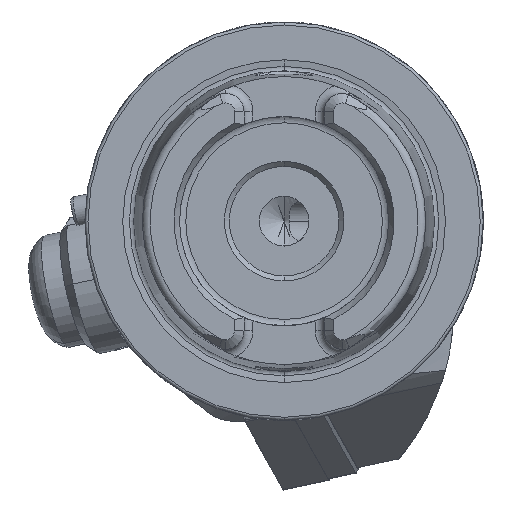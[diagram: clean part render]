
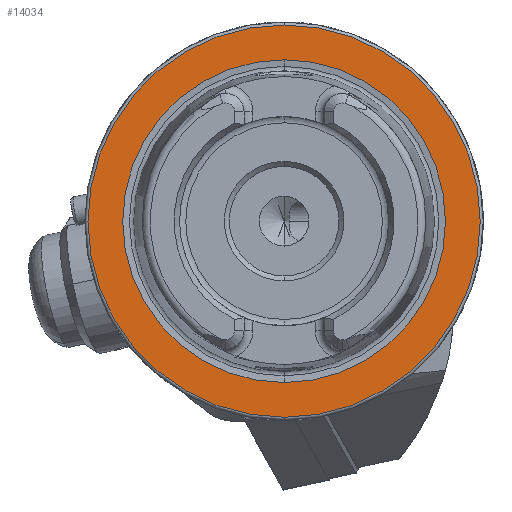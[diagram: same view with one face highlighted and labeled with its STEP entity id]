
A CAD part, left-side view. The second image highlights one B-rep face of the part: STEP entity #14034.
In plain terms, the highlighted planar face has unit normal (-1, 0, 0).
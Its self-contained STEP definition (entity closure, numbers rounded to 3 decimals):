
#863 = EDGE_CURVE ( 'NONE', #5256, #5194, #15084, .T. ) ;
#864 = EDGE_CURVE ( 'NONE', #5195, #5198, #15088, .T. ) ;
#961 = EDGE_CURVE ( 'NONE', #5194, #5256, #15007, .T. ) ;
#962 = EDGE_CURVE ( 'NONE', #5198, #5195, #15009, .T. ) ;
#3273 = CARTESIAN_POINT ( 'NONE',  ( 0., 0., 0. ) ) ;
#3275 = DIRECTION ( 'NONE',  ( -1., 0., 0. ) ) ;
#3277 = DIRECTION ( 'NONE',  ( 0., 0., 1. ) ) ;
#3281 = CARTESIAN_POINT ( 'NONE',  ( 0., 0., 0. ) ) ;
#3283 = DIRECTION ( 'NONE',  ( -1., 0., 0. ) ) ;
#3284 = DIRECTION ( 'NONE',  ( 0., 0., 1. ) ) ;
#5194 = VERTEX_POINT ( 'NONE', #16357 ) ;
#5195 = VERTEX_POINT ( 'NONE', #16358 ) ;
#5198 = VERTEX_POINT ( 'NONE', #16360 ) ;
#5256 = VERTEX_POINT ( 'NONE', #16418 ) ;
#6250 = AXIS2_PLACEMENT_3D ( 'NONE', #3281, #3283, #3284 ) ;
#6251 = AXIS2_PLACEMENT_3D ( 'NONE', #3273, #3275, #3277 ) ;
#6291 = AXIS2_PLACEMENT_3D ( 'NONE', #10344, #10345, #10346 ) ;
#6292 = AXIS2_PLACEMENT_3D ( 'NONE', #10341, #10342, #10343 ) ;
#7903 = EDGE_LOOP ( 'NONE', ( #10006, #10005 ) ) ;
#7953 = EDGE_LOOP ( 'NONE', ( #10008, #10007 ) ) ;
#10005 = ORIENTED_EDGE ( 'NONE', *, *, #864, .T. ) ;
#10006 = ORIENTED_EDGE ( 'NONE', *, *, #962, .T. ) ;
#10007 = ORIENTED_EDGE ( 'NONE', *, *, #961, .F. ) ;
#10008 = ORIENTED_EDGE ( 'NONE', *, *, #863, .F. ) ;
#10341 = CARTESIAN_POINT ( 'NONE',  ( 0., 0., 0. ) ) ;
#10342 = DIRECTION ( 'NONE',  ( -1., 0., 0. ) ) ;
#10343 = DIRECTION ( 'NONE',  ( 0., 0., 1. ) ) ;
#10344 = CARTESIAN_POINT ( 'NONE',  ( 0., 0., 0. ) ) ;
#10345 = DIRECTION ( 'NONE',  ( -1., 0., 0. ) ) ;
#10346 = DIRECTION ( 'NONE',  ( 0., 0., 1. ) ) ;
#11233 = CARTESIAN_POINT ( 'NONE',  ( 0., 19.7, 0. ) ) ;
#11236 = PLANE ( 'NONE',  #12247 ) ;
#11238 = DIRECTION ( 'NONE',  ( 1., 0., 0. ) ) ;
#11239 = DIRECTION ( 'NONE',  ( 0., 0., -1. ) ) ;
#12247 = AXIS2_PLACEMENT_3D ( 'NONE', #11233, #11238, #11239 ) ;
#12860 = FACE_BOUND ( 'NONE', #7953, .T. ) ;
#12862 = FACE_OUTER_BOUND ( 'NONE', #7903, .T. ) ;
#14034 = ADVANCED_FACE ( 'NONE', ( #12860, #12862 ), #11236, .F. ) ;
#15007 = CIRCLE ( 'NONE', #6251, 16.207 ) ;
#15009 = CIRCLE ( 'NONE', #6250, 19.7 ) ;
#15084 = CIRCLE ( 'NONE', #6292, 16.207 ) ;
#15088 = CIRCLE ( 'NONE', #6291, 19.7 ) ;
#16357 = CARTESIAN_POINT ( 'NONE',  ( 0., 0., -16.207 ) ) ;
#16358 = CARTESIAN_POINT ( 'NONE',  ( 0., 0., -19.7 ) ) ;
#16360 = CARTESIAN_POINT ( 'NONE',  ( 0., 0., 19.7 ) ) ;
#16418 = CARTESIAN_POINT ( 'NONE',  ( 0., 0., 16.207 ) ) ;
